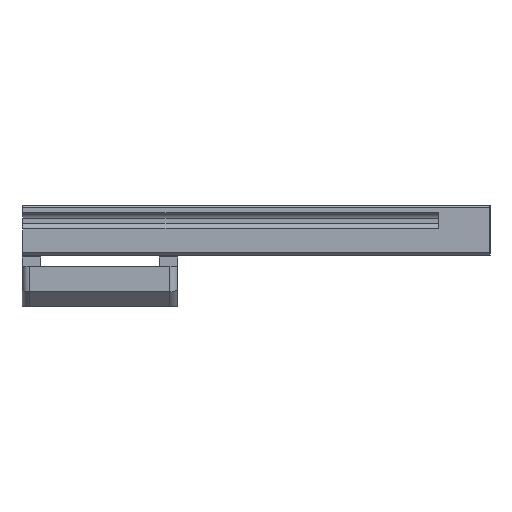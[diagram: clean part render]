
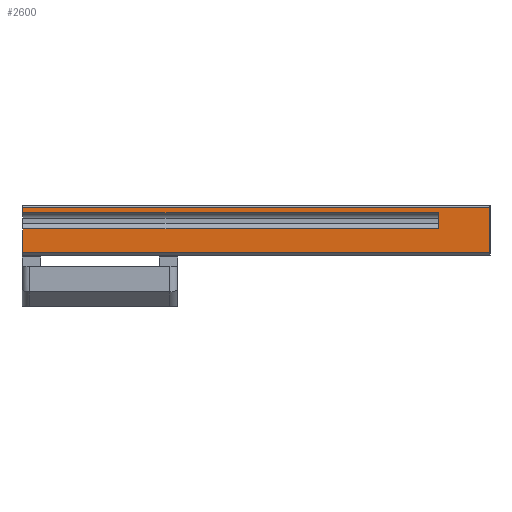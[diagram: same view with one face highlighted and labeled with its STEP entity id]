
A CAD part, left-side view. The second image highlights one B-rep face of the part: STEP entity #2600.
In plain terms, the highlighted planar face has unit normal (-1, 0, 0).
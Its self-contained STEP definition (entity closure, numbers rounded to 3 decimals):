
#272=FACE_OUTER_BOUND('',#427,.T.);
#427=EDGE_LOOP('',(#2180,#2181,#2182,#2183,#2184,#2185,#2186,#2187));
#632=LINE('',#4054,#916);
#643=LINE('',#4082,#927);
#652=LINE('',#4101,#936);
#656=LINE('',#4113,#940);
#684=LINE('',#4214,#968);
#685=LINE('',#4216,#969);
#686=LINE('',#4217,#970);
#687=LINE('',#4218,#971);
#916=VECTOR('',#3290,10.);
#927=VECTOR('',#3311,10.);
#936=VECTOR('',#3322,1000.);
#940=VECTOR('',#3330,1000.);
#968=VECTOR('',#3432,1000.);
#969=VECTOR('',#3435,1000.);
#970=VECTOR('',#3436,10.);
#971=VECTOR('',#3437,1000.);
#1179=VERTEX_POINT('',#4050);
#1181=VERTEX_POINT('',#4053);
#1192=VERTEX_POINT('',#4079);
#1193=VERTEX_POINT('',#4081);
#1201=VERTEX_POINT('',#4098);
#1202=VERTEX_POINT('',#4100);
#1207=VERTEX_POINT('',#4110);
#1208=VERTEX_POINT('',#4112);
#1494=EDGE_CURVE('',#1181,#1179,#632,.T.);
#1508=EDGE_CURVE('',#1192,#1193,#643,.T.);
#1517=EDGE_CURVE('',#1202,#1201,#652,.T.);
#1523=EDGE_CURVE('',#1208,#1207,#656,.T.);
#1574=EDGE_CURVE('',#1193,#1201,#684,.T.);
#1575=EDGE_CURVE('',#1179,#1202,#685,.T.);
#1576=EDGE_CURVE('',#1208,#1192,#686,.T.);
#1577=EDGE_CURVE('',#1181,#1207,#687,.T.);
#2180=ORIENTED_EDGE('',*,*,#1575,.T.);
#2181=ORIENTED_EDGE('',*,*,#1517,.T.);
#2182=ORIENTED_EDGE('',*,*,#1574,.F.);
#2183=ORIENTED_EDGE('',*,*,#1508,.F.);
#2184=ORIENTED_EDGE('',*,*,#1576,.F.);
#2185=ORIENTED_EDGE('',*,*,#1523,.T.);
#2186=ORIENTED_EDGE('',*,*,#1577,.F.);
#2187=ORIENTED_EDGE('',*,*,#1494,.T.);
#2482=PLANE('',#2828);
#2600=ADVANCED_FACE('',(#272),#2482,.F.);
#2828=AXIS2_PLACEMENT_3D('',#4215,#3433,#3434);
#3290=DIRECTION('',(0.,0.,-1.));
#3311=DIRECTION('',(0.,0.,-1.));
#3322=DIRECTION('',(0.,0.,-1.));
#3330=DIRECTION('',(0.,0.,-1.));
#3432=DIRECTION('',(0.,1.,0.));
#3433=DIRECTION('center_axis',(1.,0.,0.));
#3434=DIRECTION('ref_axis',(0.,0.,
1.));
#3435=DIRECTION('',(0.,1.,0.));
#3436=DIRECTION('',(0.,-1.,0.));
#3437=DIRECTION('',(0.,1.,0.));
#4050=CARTESIAN_POINT('',(120.9,52.009,111.369));
#4053=CARTESIAN_POINT('',(120.9,52.009,112.956));
#4054=CARTESIAN_POINT('',(120.9,52.009,113.462));
#4079=CARTESIAN_POINT('',(120.9,47.009,113.462));
#4081=CARTESIAN_POINT('',(120.9,47.009,109.062));
#4082=CARTESIAN_POINT('',(120.9,47.009,113.462));
#4098=CARTESIAN_POINT('',(120.9,92.009,109.062));
#4100=CARTESIAN_POINT('',(120.9,92.009,111.369));
#4101=CARTESIAN_POINT('',(120.9,92.009,109.062));
#4110=CARTESIAN_POINT('',(120.9,92.009,112.956));
#4112=CARTESIAN_POINT('',(120.9,92.009,113.462));
#4113=CARTESIAN_POINT('',(120.9,92.009,112.956));
#4214=CARTESIAN_POINT('',(120.9,-57.991,109.062));
#4215=CARTESIAN_POINT('Origin',(120.9,-57.991,109.062));
#4216=CARTESIAN_POINT('',(120.9,-57.991,111.369));
#4217=CARTESIAN_POINT('',(120.9,52.009,113.462));
#4218=CARTESIAN_POINT('',(120.9,-57.991,112.956));
